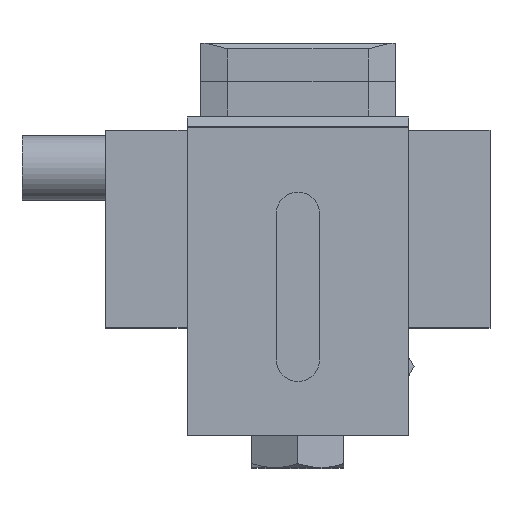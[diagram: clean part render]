
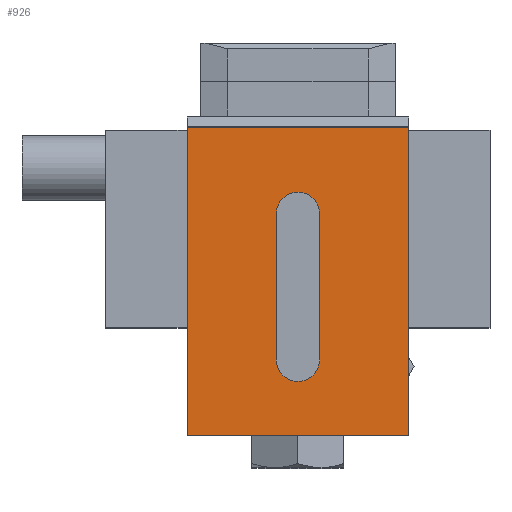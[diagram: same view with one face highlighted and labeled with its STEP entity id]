
A CAD part, top view. The second image highlights one B-rep face of the part: STEP entity #926.
In plain terms, the highlighted planar face has unit normal (0, 0, 1).
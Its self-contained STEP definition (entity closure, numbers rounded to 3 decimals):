
#67=LINE('',#3743,#335);
#108=LINE('',#3832,#376);
#110=LINE('',#3839,#378);
#111=LINE('',#3843,#379);
#112=LINE('',#3844,#380);
#113=LINE('',#3846,#381);
#335=VECTOR('',#2984,1.);
#376=VECTOR('',#3037,1.);
#378=VECTOR('',#3043,1.);
#379=VECTOR('',#3046,1.);
#380=VECTOR('',#3047,1.);
#381=VECTOR('',#3048,1.);
#673=PLANE('',#2721);
#926=ADVANCED_FACE('',(#1067,#1068),#673,.F.);
#1067=FACE_BOUND('',#1144,.T.);
#1068=FACE_BOUND('',#1145,.T.);
#1144=EDGE_LOOP('',(#1455,#1456,#1457,#1458));
#1145=EDGE_LOOP('',(#1459,#1460,#1461,#1462));
#1455=ORIENTED_EDGE('',*,*,#2361,.F.);
#1456=ORIENTED_EDGE('',*,*,#2362,.T.);
#1457=ORIENTED_EDGE('',*,*,#2363,.F.);
#1458=ORIENTED_EDGE('',*,*,#2364,.F.);
#1459=ORIENTED_EDGE('',*,*,#2315,.T.);
#1460=ORIENTED_EDGE('',*,*,#2365,.F.);
#1461=ORIENTED_EDGE('',*,*,#2366,.F.);
#1462=ORIENTED_EDGE('',*,*,#2359,.T.);
#2050=VERTEX_POINT('',#3744);
#2051=VERTEX_POINT('',#3745);
#2092=VERTEX_POINT('',#3833);
#2093=VERTEX_POINT('',#3837);
#2094=VERTEX_POINT('',#3838);
#2095=VERTEX_POINT('',#3840);
#2096=VERTEX_POINT('',#3842);
#2097=VERTEX_POINT('',#3845);
#2315=EDGE_CURVE('',#2050,#2051,#67,.T.);
#2359=EDGE_CURVE('',#2092,#2050,#108,.T.);
#2361=EDGE_CURVE('',#2093,#2094,#2635,.T.);
#2362=EDGE_CURVE('',#2093,#2095,#110,.T.);
#2363=EDGE_CURVE('',#2096,#2095,#2636,.T.);
#2364=EDGE_CURVE('',#2094,#2096,#111,.T.);
#2365=EDGE_CURVE('',#2097,#2051,#112,.T.);
#2366=EDGE_CURVE('',#2092,#2097,#113,.T.);
#2635=CIRCLE('',#2719,4.);
#2636=CIRCLE('',#2720,4.);
#2719=AXIS2_PLACEMENT_3D('',#3836,#3041,#3042);
#2720=AXIS2_PLACEMENT_3D('',#3841,#3044,#3045);
#2721=AXIS2_PLACEMENT_3D('',#3847,#3049,#3050);
#2984=DIRECTION('',(0.,-1.,0.));
#3037=DIRECTION('',(-1.,0.,0.));
#3041=DIRECTION('',(0.,0.,1.));
#3042=DIRECTION('',(0.,-1.,0.));
#3043=DIRECTION('',(0.,-1.,0.));
#3044=DIRECTION('',(0.,0.,1.));
#3045=DIRECTION('',(0.,-1.,0.));
#3046=DIRECTION('',(0.,-1.,0.));
#3047=DIRECTION('',(-1.,0.,0.));
#3048=DIRECTION('',(0.,-1.,0.));
#3049=DIRECTION('',(0.,0.,-1.));
#3050=DIRECTION('',(0.,1.,0.));
#3743=CARTESIAN_POINT('',(-20.5,-0.5,29.));
#3744=CARTESIAN_POINT('',(-20.5,-0.5,29.));
#3745=CARTESIAN_POINT('',(-20.5,-57.5,29.));
#3832=CARTESIAN_POINT('',(20.5,-0.5,29.));
#3833=CARTESIAN_POINT('',(20.5,-0.5,29.));
#3836=CARTESIAN_POINT('',(0.,-16.5,29.));
#3837=CARTESIAN_POINT('',(4.,-16.5,29.));
#3838=CARTESIAN_POINT('',(-4.,-16.5,29.));
#3839=CARTESIAN_POINT('',(4.,-30.,29.));
#3840=CARTESIAN_POINT('',(4.,-43.5,29.));
#3841=CARTESIAN_POINT('',(0.,-43.5,29.));
#3842=CARTESIAN_POINT('',(-4.,-43.5,29.));
#3843=CARTESIAN_POINT('',(-4.,-30.,29.));
#3844=CARTESIAN_POINT('',(20.5,-57.5,29.));
#3845=CARTESIAN_POINT('',(20.5,-57.5,29.));
#3846=CARTESIAN_POINT('',(20.5,-0.5,29.));
#3847=CARTESIAN_POINT('',(20.5,-0.5,29.));
